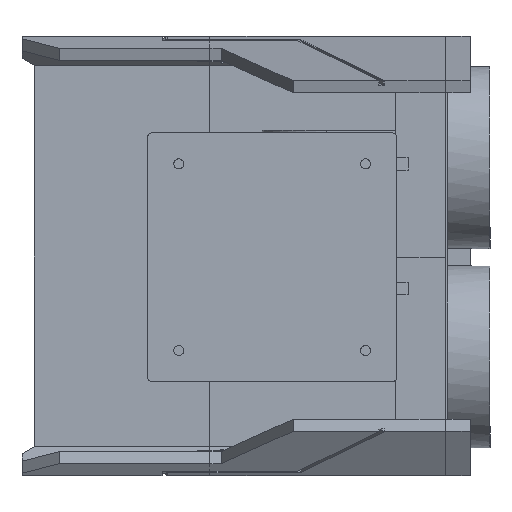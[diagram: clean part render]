
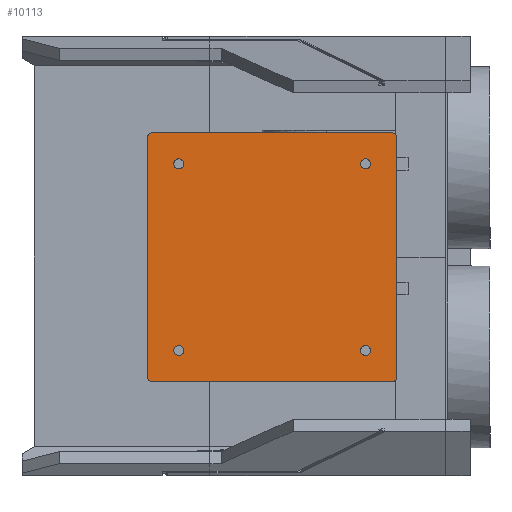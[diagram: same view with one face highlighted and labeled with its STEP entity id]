
A CAD part, front view. The second image highlights one B-rep face of the part: STEP entity #10113.
In plain terms, the highlighted planar face has unit normal (0, -1, 0).
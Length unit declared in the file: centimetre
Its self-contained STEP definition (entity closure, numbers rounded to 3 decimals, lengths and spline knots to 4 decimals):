
#524=LINE('',#15459,#1547);
#525=LINE('',#15463,#1548);
#526=LINE('',#15467,#1549);
#527=LINE('',#15470,#1550);
#1547=VECTOR('',#12276,1.);
#1548=VECTOR('',#12279,1.);
#1549=VECTOR('',#12282,1.);
#1550=VECTOR('',#12285,1.);
#2408=PLANE('',#10837);
#2775=FACE_BOUND('',#3676,.T.);
#2776=FACE_BOUND('',#3677,.T.);
#2777=FACE_BOUND('',#3678,.T.);
#2778=FACE_BOUND('',#3679,.T.);
#3020=FACE_OUTER_BOUND('',#3675,.T.);
#3675=EDGE_LOOP('',(#7672,#7673,#7674,#7675,#7676,#7677,#7678,#7679));
#3676=EDGE_LOOP('',(#7680));
#3677=EDGE_LOOP('',(#7681));
#3678=EDGE_LOOP('',(#7682));
#3679=EDGE_LOOP('',(#7683));
#4318=CIRCLE('',#10832,0.2);
#4319=CIRCLE('',#10834,0.2);
#4320=CIRCLE('',#10836,0.2);
#4321=CIRCLE('',#10838,0.2);
#4322=CIRCLE('',#10839,0.2);
#4323=CIRCLE('',#10840,0.2);
#4324=CIRCLE('',#10841,0.2);
#4325=CIRCLE('',#10842,0.2);
#4812=VERTEX_POINT('',#15446);
#4813=VERTEX_POINT('',#15449);
#4814=VERTEX_POINT('',#15452);
#4815=VERTEX_POINT('',#15455);
#4816=VERTEX_POINT('',#15456);
#4817=VERTEX_POINT('',#15458);
#4818=VERTEX_POINT('',#15460);
#4819=VERTEX_POINT('',#15462);
#4820=VERTEX_POINT('',#15464);
#4821=VERTEX_POINT('',#15466);
#4822=VERTEX_POINT('',#15468);
#4823=VERTEX_POINT('',#15471);
#5894=EDGE_CURVE('',#4812,#4812,#4318,.T.);
#5895=EDGE_CURVE('',#4813,#4813,#4319,.T.);
#5896=EDGE_CURVE('',#4814,#4814,#4320,.T.);
#5897=EDGE_CURVE('',#4815,#4816,#4321,.T.);
#5898=EDGE_CURVE('',#4815,#4817,#524,.T.);
#5899=EDGE_CURVE('',#4818,#4817,#4322,.T.);
#5900=EDGE_CURVE('',#4818,#4819,#525,.T.);
#5901=EDGE_CURVE('',#4820,#4819,#4323,.T.);
#5902=EDGE_CURVE('',#4820,#4821,#526,.T.);
#5903=EDGE_CURVE('',#4822,#4821,#4324,.T.);
#5904=EDGE_CURVE('',#4822,#4816,#527,.T.);
#5905=EDGE_CURVE('',#4823,#4823,#4325,.T.);
#7672=ORIENTED_EDGE('',*,*,#5897,.F.);
#7673=ORIENTED_EDGE('',*,*,#5898,.T.);
#7674=ORIENTED_EDGE('',*,*,#5899,.F.);
#7675=ORIENTED_EDGE('',*,*,#5900,.T.);
#7676=ORIENTED_EDGE('',*,*,#5901,.F.);
#7677=ORIENTED_EDGE('',*,*,#5902,.T.);
#7678=ORIENTED_EDGE('',*,*,#5903,.F.);
#7679=ORIENTED_EDGE('',*,*,#5904,.T.);
#7680=ORIENTED_EDGE('',*,*,#5894,.T.);
#7681=ORIENTED_EDGE('',*,*,#5896,.T.);
#7682=ORIENTED_EDGE('',*,*,#5895,.T.);
#7683=ORIENTED_EDGE('',*,*,#5905,.T.);
#10113=ADVANCED_FACE('',(#3020,#2775,#2776,#2777,#2778),#2408,.F.);
#10832=AXIS2_PLACEMENT_3D('',#15447,#12262,#12263);
#10834=AXIS2_PLACEMENT_3D('',#15450,#12266,#12267);
#10836=AXIS2_PLACEMENT_3D('',#15453,#12270,#12271);
#10837=AXIS2_PLACEMENT_3D('',#15454,#12272,#12273);
#10838=AXIS2_PLACEMENT_3D('',#15457,#12274,#12275);
#10839=AXIS2_PLACEMENT_3D('',#15461,#12277,#12278);
#10840=AXIS2_PLACEMENT_3D('',#15465,#12280,#12281);
#10841=AXIS2_PLACEMENT_3D('',#15469,#12283,#12284);
#10842=AXIS2_PLACEMENT_3D('',#15472,#12286,#12287);
#12262=DIRECTION('center_axis',(0.,1.,0.));
#12263=DIRECTION('ref_axis',(0.,0.,-1.));
#12266=DIRECTION('center_axis',(0.,1.,0.));
#12267=DIRECTION('ref_axis',(0.,0.,-1.));
#12270=DIRECTION('center_axis',(0.,1.,0.));
#12271=DIRECTION('ref_axis',(0.,0.,-1.));
#12272=DIRECTION('center_axis',(0.,1.,0.));
#12273=DIRECTION('ref_axis',(0.,0.,-1.));
#12274=DIRECTION('center_axis',(0.,1.,0.));
#12275=DIRECTION('ref_axis',(0.707,0.,0.707));
#12276=DIRECTION('',(-1.,0.,0.));
#12277=DIRECTION('center_axis',(0.,1.,0.));
#12278=DIRECTION('ref_axis',(-0.707,0.,0.707));
#12279=DIRECTION('',(0.,0.,-1.));
#12280=DIRECTION('center_axis',(0.,1.,0.));
#12281=DIRECTION('ref_axis',(-0.707,0.,-0.707));
#12282=DIRECTION('',(1.,0.,0.));
#12283=DIRECTION('center_axis',(0.,1.,0.));
#12284=DIRECTION('ref_axis',(0.707,0.,-0.707));
#12285=DIRECTION('',(0.,0.,1.));
#12286=DIRECTION('center_axis',(0.,1.,0.));
#12287=DIRECTION('ref_axis',(0.,0.,-1.));
#15446=CARTESIAN_POINT('',(3.55,0.,-3.75));
#15447=CARTESIAN_POINT('Origin',(3.75,0.,-3.75));
#15449=CARTESIAN_POINT('',(3.75,0.,3.95));
#15450=CARTESIAN_POINT('Origin',(3.75,0.,3.75));
#15452=CARTESIAN_POINT('',(-3.55,0.,-3.75));
#15453=CARTESIAN_POINT('Origin',(-3.75,0.,-3.75));
#15454=CARTESIAN_POINT('Origin',(0.,0.,0.));
#15455=CARTESIAN_POINT('',(4.8,0.,5.));
#15456=CARTESIAN_POINT('',(5.,0.,4.8));
#15457=CARTESIAN_POINT('Origin',(4.8,0.,4.8));
#15458=CARTESIAN_POINT('',(-4.8,0.,5.));
#15459=CARTESIAN_POINT('',(0.,0.,5.));
#15460=CARTESIAN_POINT('',(-5.,0.,4.8));
#15461=CARTESIAN_POINT('Origin',(-4.8,0.,4.8));
#15462=CARTESIAN_POINT('',(-5.,0.,-4.8));
#15463=CARTESIAN_POINT('',(-5.,0.,0.));
#15464=CARTESIAN_POINT('',(-4.8,0.,-5.));
#15465=CARTESIAN_POINT('Origin',(-4.8,0.,-4.8));
#15466=CARTESIAN_POINT('',(4.8,0.,-5.));
#15467=CARTESIAN_POINT('',(0.,0.,-5.));
#15468=CARTESIAN_POINT('',(5.,0.,-4.8));
#15469=CARTESIAN_POINT('Origin',(4.8,0.,-4.8));
#15470=CARTESIAN_POINT('',(5.,0.,0.));
#15471=CARTESIAN_POINT('',(-3.75,0.,3.95));
#15472=CARTESIAN_POINT('Origin',(-3.75,0.,3.75));
